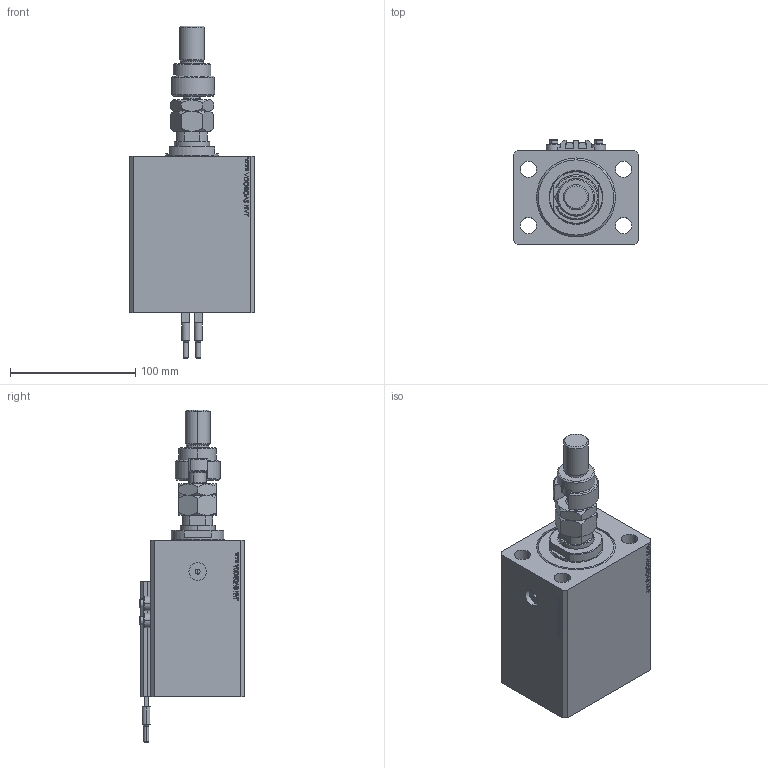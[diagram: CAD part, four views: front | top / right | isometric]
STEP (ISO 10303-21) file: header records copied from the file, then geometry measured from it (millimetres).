
FILE_DESCRIPTION (( 'STEP AP203' ), '1' );
FILE_NAME ('7a2b.STEP', '2022-04-09T13:29:18', ( '' ), ( '' ), 'SwSTEP 2.0', 'SolidWorks 2019', '' );
FILE_SCHEMA (( 'CONFIG_CONTROL_DESIGN' ));
Length unit declared in the file: millimetre
Products named in the file (9): DFA a1826c74fe01fe90498432c82cf5fe35; 7a2b; MFA a1826c74fe01fe90498432c82cf5fe35; FEMALE_PART_FOR_DFA a1826c74fe01fe90498432c82cf5fe35; V250CE_C_VCP a1826c74fe01fe90498432c82cf5fe35; ALLEN BOLT V250CE a1826c74fe01fe90498432c82cf5fe35; V250CE_VC_C a1826c74fe01fe90498432c82cf5fe35; SWITCH_V250CE a1826c74fe01fe90498432c82cf5fe35; V250CE_C_Body a1826c74fe01fe90498432c82cf5fe35
Assembly tree (12 placements, depth 3):
  7a2b
    V250CE_C_Body a1826c74fe01fe90498432c82cf5fe35
    ALLEN BOLT V250CE a1826c74fe01fe90498432c82cf5fe35  x4
    V250CE_C_VCP a1826c74fe01fe90498432c82cf5fe35
    V250CE_VC_C a1826c74fe01fe90498432c82cf5fe35
    DFA a1826c74fe01fe90498432c82cf5fe35
      FEMALE_PART_FOR_DFA a1826c74fe01fe90498432c82cf5fe35
      MFA a1826c74fe01fe90498432c82cf5fe35
    SWITCH_V250CE a1826c74fe01fe90498432c82cf5fe35  x2
Bounding box: 100 x 84 x 264.9 mm (x, y, z)
Volume: 872029.9 mm3; surface area: 160645.2 mm2
Topology: 12 solids, 12 shells, 1175 faces, 2903 edges, 1873 vertices
Faces by surface type: plane 564, bspline 374, cylinder 113, cone 102, torus 22
Entity records: 51019 total; most frequent: CARTESIAN_POINT 26742, ORIENTED_EDGE 5388, DIRECTION 3570, EDGE_CURVE 2694, VERTEX_POINT 1759, LINE 1580, VECTOR 1580, EDGE_LOOP 1201
